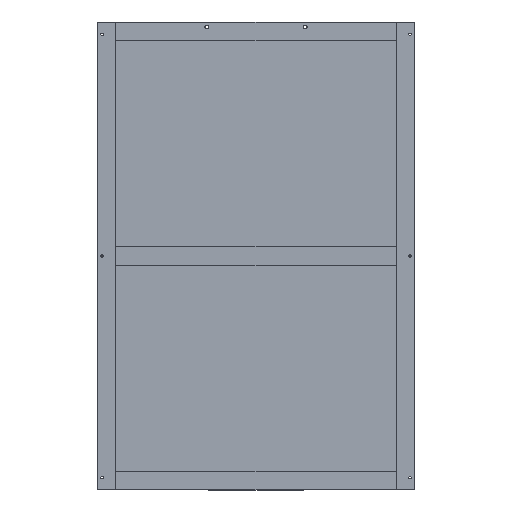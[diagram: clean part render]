
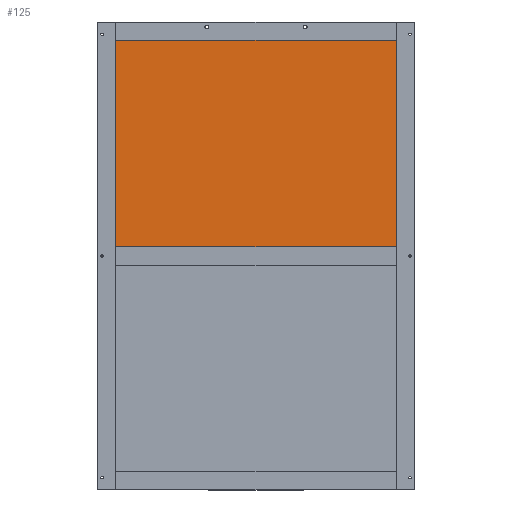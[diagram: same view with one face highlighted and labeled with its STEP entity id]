
A CAD part, top view. The second image highlights one B-rep face of the part: STEP entity #125.
In plain terms, the highlighted planar face has unit normal (0, 0, 1).
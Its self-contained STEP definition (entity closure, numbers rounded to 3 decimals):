
#109 = EDGE_CURVE ( 'NONE', #499, #230, #1104, .T. ) ;
#125 = ADVANCED_FACE ( 'NONE', ( #1296 ), #960, .F. ) ;
#137 = VERTEX_POINT ( 'NONE', #1594 ) ;
#155 = EDGE_CURVE ( 'NONE', #137, #661, #535, .T. ) ;
#180 = AXIS2_PLACEMENT_3D ( 'NONE', #1599, #1063, #1618 ) ;
#224 = EDGE_CURVE ( 'NONE', #230, #137, #1035, .T. ) ;
#230 = VERTEX_POINT ( 'NONE', #1230 ) ;
#240 = DIRECTION ( 'NONE',  ( 0., 1., 0. ) ) ;
#251 = VECTOR ( 'NONE', #1222, 1000. ) ;
#292 = DIRECTION ( 'NONE',  ( -1., 0., 0. ) ) ;
#339 = VECTOR ( 'NONE', #820, 1000. ) ;
#499 = VERTEX_POINT ( 'NONE', #873 ) ;
#535 = LINE ( 'NONE', #1068, #1366 ) ;
#537 = ORIENTED_EDGE ( 'NONE', *, *, #155, .F. ) ;
#551 = CARTESIAN_POINT ( 'NONE',  ( -580., 885., 0. ) ) ;
#627 = VECTOR ( 'NONE', #240, 1000. ) ;
#661 = VERTEX_POINT ( 'NONE', #1300 ) ;
#820 = DIRECTION ( 'NONE',  ( 1., 0., 0. ) ) ;
#873 = CARTESIAN_POINT ( 'NONE',  ( -580., 885., 0. ) ) ;
#890 = ORIENTED_EDGE ( 'NONE', *, *, #1689, .F. ) ;
#960 = PLANE ( 'NONE',  #180 ) ;
#977 = CARTESIAN_POINT ( 'NONE',  ( 580., 885., 0. ) ) ;
#995 = LINE ( 'NONE', #1570, #627 ) ;
#1035 = LINE ( 'NONE', #977, #251 ) ;
#1063 = DIRECTION ( 'NONE',  ( 0., 0., -1. ) ) ;
#1068 = CARTESIAN_POINT ( 'NONE',  ( 580., 27.5, 0. ) ) ;
#1104 = LINE ( 'NONE', #551, #339 ) ;
#1111 = EDGE_LOOP ( 'NONE', ( #1469, #1142, #890, #537 ) ) ;
#1142 = ORIENTED_EDGE ( 'NONE', *, *, #109, .F. ) ;
#1222 = DIRECTION ( 'NONE',  ( 0., -1., 0. ) ) ;
#1230 = CARTESIAN_POINT ( 'NONE',  ( 580., 885., 0. ) ) ;
#1296 = FACE_OUTER_BOUND ( 'NONE', #1111, .T. ) ;
#1300 = CARTESIAN_POINT ( 'NONE',  ( -580., 27.5, 0. ) ) ;
#1366 = VECTOR ( 'NONE', #292, 1000. ) ;
#1469 = ORIENTED_EDGE ( 'NONE', *, *, #224, .F. ) ;
#1570 = CARTESIAN_POINT ( 'NONE',  ( -580., 27.5, 0. ) ) ;
#1594 = CARTESIAN_POINT ( 'NONE',  ( 580., 27.5, 0. ) ) ;
#1599 = CARTESIAN_POINT ( 'NONE',  ( 0., 0., 0. ) ) ;
#1618 = DIRECTION ( 'NONE',  ( -1., 0., 0. ) ) ;
#1689 = EDGE_CURVE ( 'NONE', #661, #499, #995, .T. ) ;
